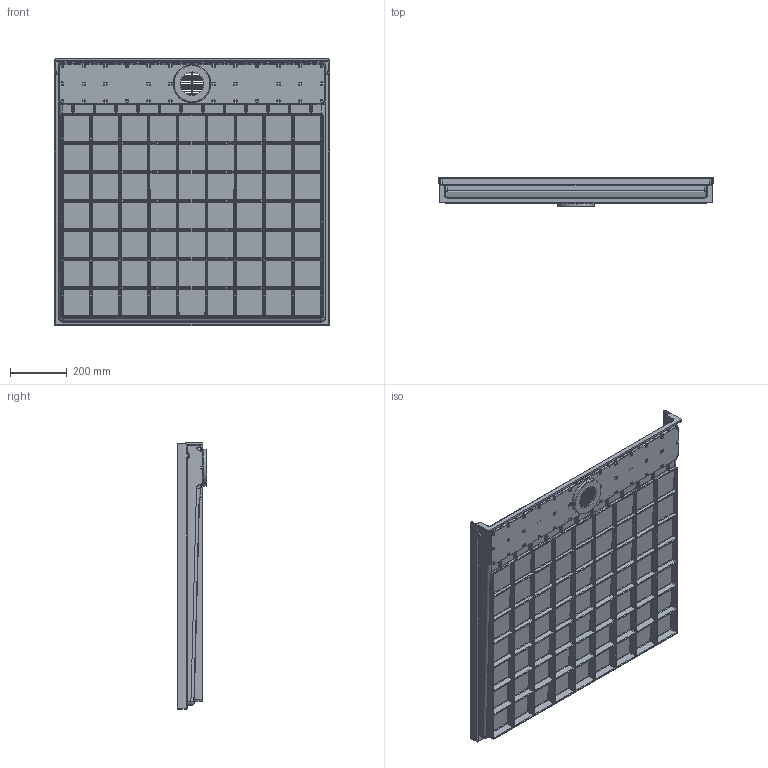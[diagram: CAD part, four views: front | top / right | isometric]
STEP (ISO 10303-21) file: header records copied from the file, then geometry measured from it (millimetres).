
FILE_DESCRIPTION (( 'STEP AP214' ), '1' );
FILE_NAME ('FTF-3838.STEP', '2023-05-15T22:25:50', ( '' ), ( '' ), 'SwSTEP 2.0', 'SolidWorks 2020', '' );
FILE_SCHEMA (( 'AUTOMOTIVE_DESIGN' ));
Products named in the file (3): FTF-3838; Shower Base 60x32_36x36 ID.STEP; Grate Cover_36.STEP
Assembly tree (2 placements, depth 2):
  FTF-3838
    Shower Base 60x32_36x36 ID.STEP
    Grate Cover_36.STEP
Bounding box: 965.2 x 102.64 x 939.8 mm (x, y, z)
Volume: 10897646.9 mm3; surface area: 2892609.5 mm2
Topology: 2 solids, 2 shells, 4539 faces, 10927 edges, 5760 vertices
Faces by surface type: cylinder 2146, plane 855, bspline 736, sphere 682, torus 102, cone 18
Entity records: 159309 total; most frequent: CARTESIAN_POINT 64011, ORIENTED_EDGE 20746, DIRECTION 19305, EDGE_CURVE 10373, AXIS2_PLACEMENT_3D 7456, VERTEX_POINT 5760, EDGE_LOOP 4823, FACE_OUTER_BOUND 4539
